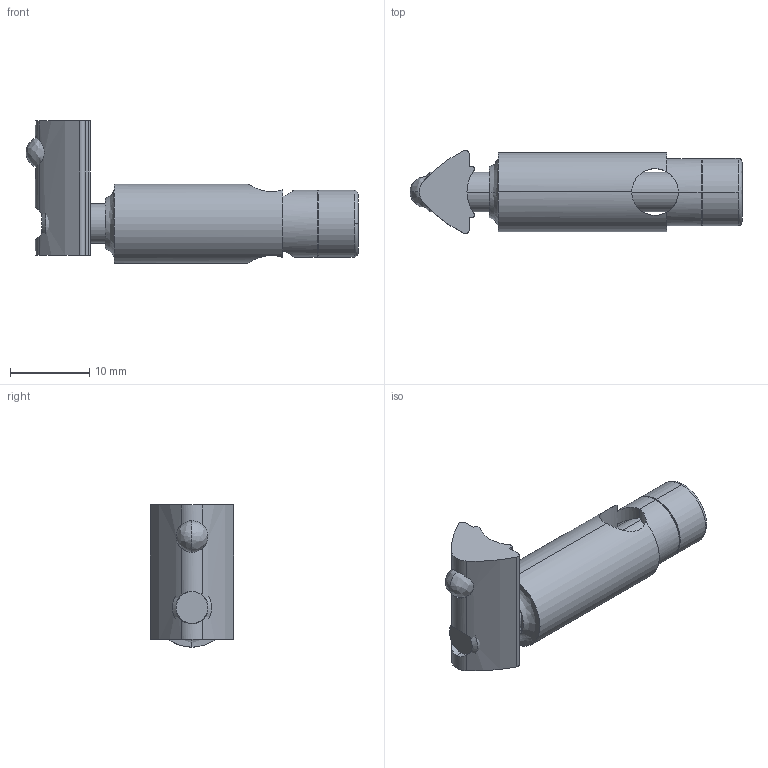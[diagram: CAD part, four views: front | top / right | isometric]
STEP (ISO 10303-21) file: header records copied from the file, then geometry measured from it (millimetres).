
FILE_DESCRIPTION (( 'STEP AP214' ), '1' );
FILE_NAME ('FIXE06E1510-Fixation automatique 6 M6.step', '2023-03-24T10:00:09', ( 'Altae' ), ( '' ), 'SwSTEP 2.0', 'SolidWorks 2021', '' );
FILE_SCHEMA (( 'AUTOMOTIVE_DESIGN' ));
Length unit declared in the file: millimetre
Products named in the file (1): FIXE06E1510-Fixation automatique 6 M6
Bounding box: 42 x 10.5 x 18 mm (x, y, z)
Volume: 2899.3 mm3; surface area: 2783.3 mm2
Topology: 3 solids, 3 shells, 111 faces, 288 edges, 175 vertices
Faces by surface type: plane 66, cylinder 31, bspline 8, cone 6
Entity records: 3858 total; most frequent: CARTESIAN_POINT 1186, ORIENTED_EDGE 568, DIRECTION 523, EDGE_CURVE 284, AXIS2_PLACEMENT_3D 184, VERTEX_POINT 175, VECTOR 155, LINE 155
